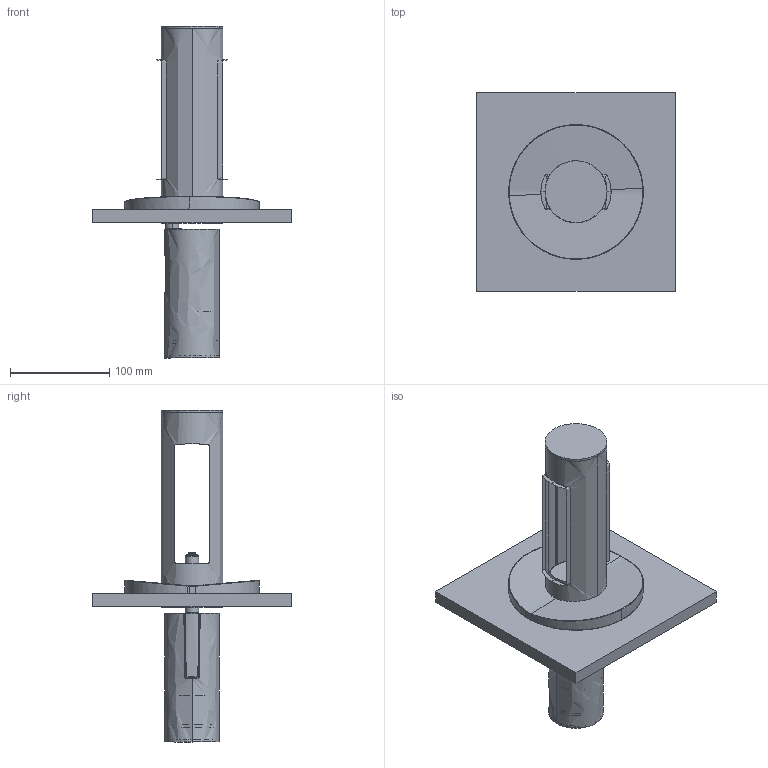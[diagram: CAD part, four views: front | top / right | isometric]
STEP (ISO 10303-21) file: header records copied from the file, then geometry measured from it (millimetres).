
FILE_DESCRIPTION(/* description */ (''),/* implementation_level */ '2;1');
FILE_NAME(/* name */ 'STRUT. INCASSO TELESC. VECTOR 55 TRIMLESS',/* time_stamp */ '2018-02-16T17:30:09+01:00',/* author */ (''),/* organization */ (''),/* preprocessor_version */ 'ST-DEVELOPER v15',/* originating_system */ '',/* authorisation */ '');
FILE_SCHEMA (('CONFIG_CONTROL_DESIGN'));
Length unit declared in the file: millimetre
Products named in the file (1): Document
Bounding box: 200 x 200 x 334.65 mm (x, y, z)
Volume: 675780.3 mm3; surface area: 282713.1 mm2
Topology: 7 solids, 118 shells, 835 faces, 2320 edges, 1516 vertices
Faces by surface type: bspline 730, plane 105
Entity records: 57198 total; most frequent: CARTESIAN_POINT 45313, ORIENTED_EDGE 3832, EDGE_CURVE 2249, VERTEX_POINT 1513, B_SPLINE_CURVE_WITH_KNOTS 1000, EDGE_LOOP 867, ADVANCED_FACE 834, FACE_OUTER_BOUND 834
